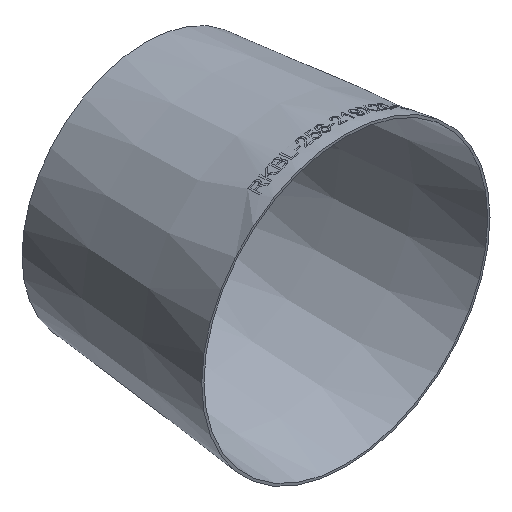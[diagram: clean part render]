
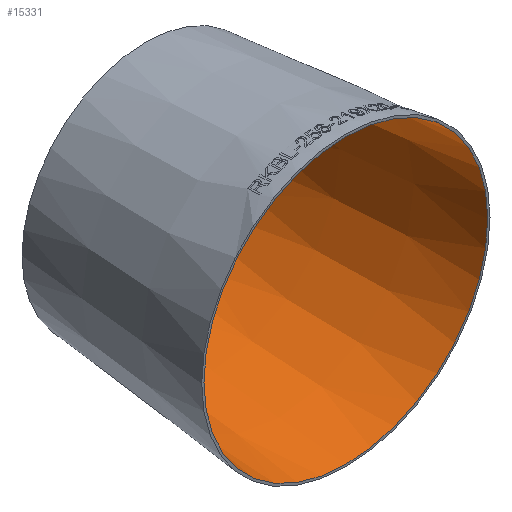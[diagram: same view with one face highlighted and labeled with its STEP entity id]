
A CAD part, isometric view. The second image highlights one B-rep face of the part: STEP entity #15331.
In plain terms, the highlighted conical face has half-angle 5.918 degrees and reference radius 125.989 mm.
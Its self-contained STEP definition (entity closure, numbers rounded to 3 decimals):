
#1470 = EDGE_CURVE ( 'NONE', #6502, #6502, #2468, .T. ) ;
#2468 = CIRCLE ( 'NONE', #23885, 125.989 ) ;
#2646 = CONICAL_SURFACE ( 'NONE', #6332, 125.989, 0.103 ) ;
#3321 = CARTESIAN_POINT ( 'NONE',  ( 0., 178., 0. ) ) ;
#6332 = AXIS2_PLACEMENT_3D ( 'NONE', #20739, #33056, #9872 ) ;
#6502 = VERTEX_POINT ( 'NONE', #8823 ) ;
#8823 = CARTESIAN_POINT ( 'NONE',  ( 0., 0., -125.989 ) ) ;
#9872 = DIRECTION ( 'NONE',  ( 0., 0., -1. ) ) ;
#11970 = FACE_BOUND ( 'NONE', #22299, .T. ) ;
#15331 = ADVANCED_FACE ( 'NONE', ( #11970, #20936 ), #2646, .F. ) ;
#16459 = ORIENTED_EDGE ( 'NONE', *, *, #33570, .F. ) ;
#18180 = CARTESIAN_POINT ( 'NONE',  ( 0., 178., -107.539 ) ) ;
#18776 = AXIS2_PLACEMENT_3D ( 'NONE', #3321, #35323, #21301 ) ;
#20078 = DIRECTION ( 'NONE',  ( 0., -1., 0. ) ) ;
#20739 = CARTESIAN_POINT ( 'NONE',  ( 0., 0., 0. ) ) ;
#20936 = FACE_OUTER_BOUND ( 'NONE', #29848, .T. ) ;
#21301 = DIRECTION ( 'NONE',  ( 0., 0., -1. ) ) ;
#22299 = EDGE_LOOP ( 'NONE', ( #16459 ) ) ;
#23885 = AXIS2_PLACEMENT_3D ( 'NONE', #25856, #20078, #35056 ) ;
#25856 = CARTESIAN_POINT ( 'NONE',  ( 0., 0., 0. ) ) ;
#27432 = ORIENTED_EDGE ( 'NONE', *, *, #1470, .T. ) ;
#29122 = VERTEX_POINT ( 'NONE', #18180 ) ;
#29848 = EDGE_LOOP ( 'NONE', ( #27432 ) ) ;
#33056 = DIRECTION ( 'NONE',  ( 0., -1., 0. ) ) ;
#33570 = EDGE_CURVE ( 'NONE', #29122, #29122, #37726, .T. ) ;
#35056 = DIRECTION ( 'NONE',  ( 0., 0., -1. ) ) ;
#35323 = DIRECTION ( 'NONE',  ( 0., -1., 0. ) ) ;
#37726 = CIRCLE ( 'NONE', #18776, 107.539 ) ;
